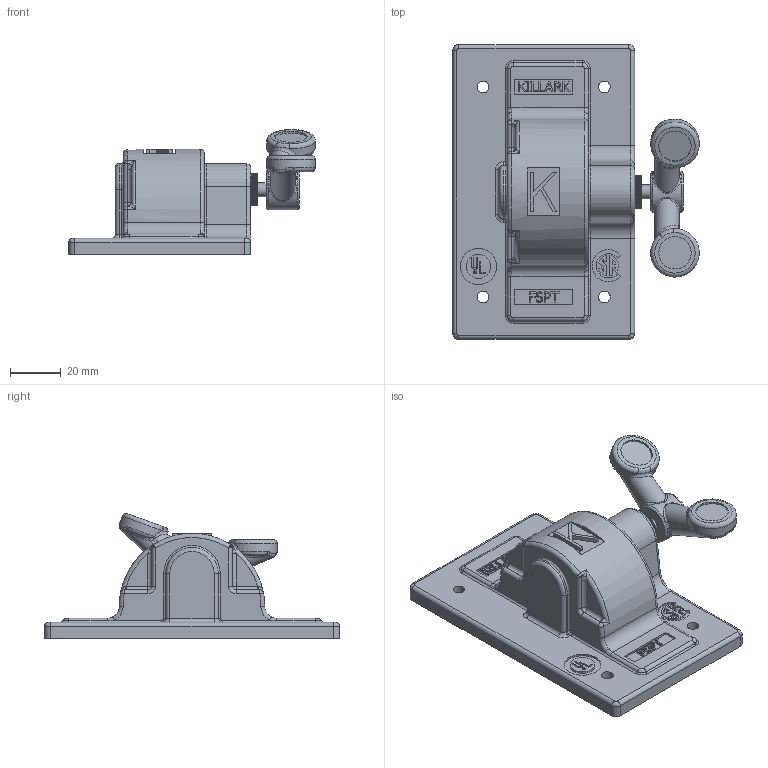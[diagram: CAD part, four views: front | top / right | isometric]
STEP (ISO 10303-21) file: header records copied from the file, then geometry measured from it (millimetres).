
FILE_DESCRIPTION(/* description */ (''),/* implementation_level */ '2;1');
FILE_NAME(/* name */ 'KIL_FSPT.stp',/* time_stamp */ '2020-11-04T16:28:57+06:00',/* author */ ('lsugumaran'),/* organization */ (''),/* preprocessor_version */ 'ST-DEVELOPER v18',/* originating_system */ 'Autodesk Inventor 2020',/* authorisation */ '');
FILE_SCHEMA (('AUTOMOTIVE_DESIGN { 1 0 10303 214 3 1 1 }'));
Length unit declared in the file: inch
Products named in the file (6): KIL_FSPT; 0067534M; 0245924C; 0700405B; 0121100B; 07348-1
Assembly tree (5 placements, depth 2):
  KIL_FSPT
    0067534M
    0245924C
    0700405B
    0121100B
    07348-1
Bounding box: 96.83 x 115.89 x 49.07 mm (x, y, z)
Volume: 79147.7 mm3; surface area: 37878 mm2
Topology: 6 solids, 6 shells, 4074 faces, 10024 edges, 6032 vertices
Faces by surface type: plane 2860, cylinder 699, bspline 455, torus 51, cone 5, sphere 4
Full cylindrical faces by diameter (mm): 1.194 x1, 1.702 x1, 2.477 x2, 3.365 x6, 4.623 x4, 5.448 x1, 5.588 x1, 6.35 x1, 6.528 x2, 8.066 x2, 9.128 x1, 9.461 x7, 9.55 x1, 10.097 x1, 12.7 x2, 14.326 x1
Entity records: 128287 total; most frequent: CARTESIAN_POINT 33708, ORIENTED_EDGE 20022, DIRECTION 19009, EDGE_CURVE 10011, LINE 6541, VECTOR 6541, AXIS2_PLACEMENT_3D 6234, VERTEX_POINT 6032
